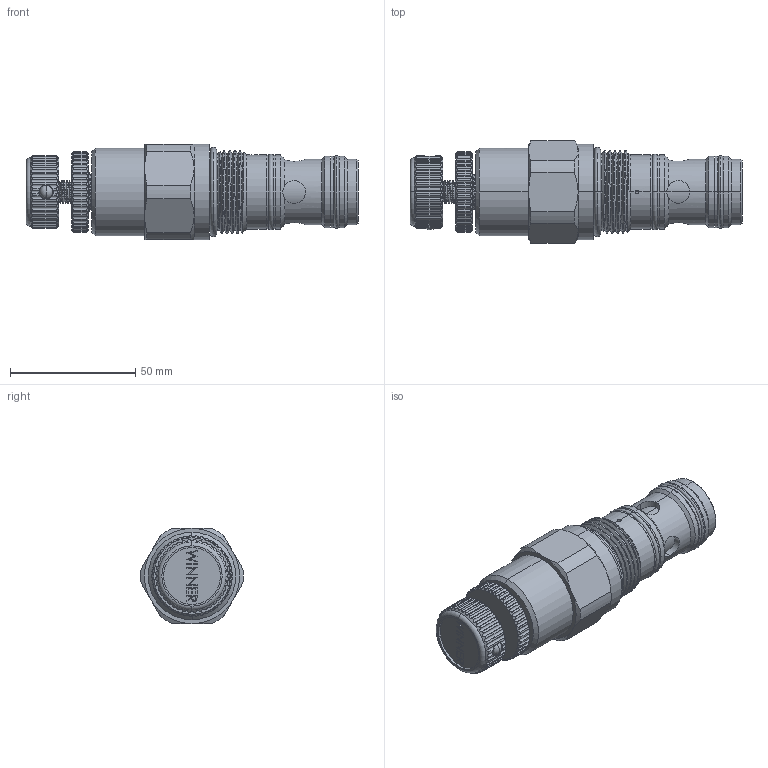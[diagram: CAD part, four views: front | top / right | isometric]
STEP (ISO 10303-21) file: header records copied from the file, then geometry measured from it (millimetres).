
FILE_DESCRIPTION (( 'STEP AP203' ), '1' );
FILE_NAME ('CB16WC33-K.STEP', '2021-06-25T00:41:33', ( '' ), ( '' ), 'SwSTEP 2.0', 'SolidWorks 2018', '' );
FILE_SCHEMA (( 'CONFIG_CONTROL_DESIGN' ));
Products named in the file (1): CB16WC33-K
Bounding box: 132.67 x 41.06 x 38 mm (x, y, z)
Volume: 105423.8 mm3; surface area: 24633.1 mm2
Topology: 5 solids, 5 shells, 641 faces, 1726 edges, 1117 vertices
Faces by surface type: cylinder 394, plane 133, cone 64, torus 26, bspline 22, sphere 2
Entity records: 37655 total; most frequent: CARTESIAN_POINT 22505, ORIENTED_EDGE 3444, DIRECTION 2829, EDGE_CURVE 1722, VERTEX_POINT 1117, AXIS2_PLACEMENT_3D 1074, VECTOR 681, LINE 681
